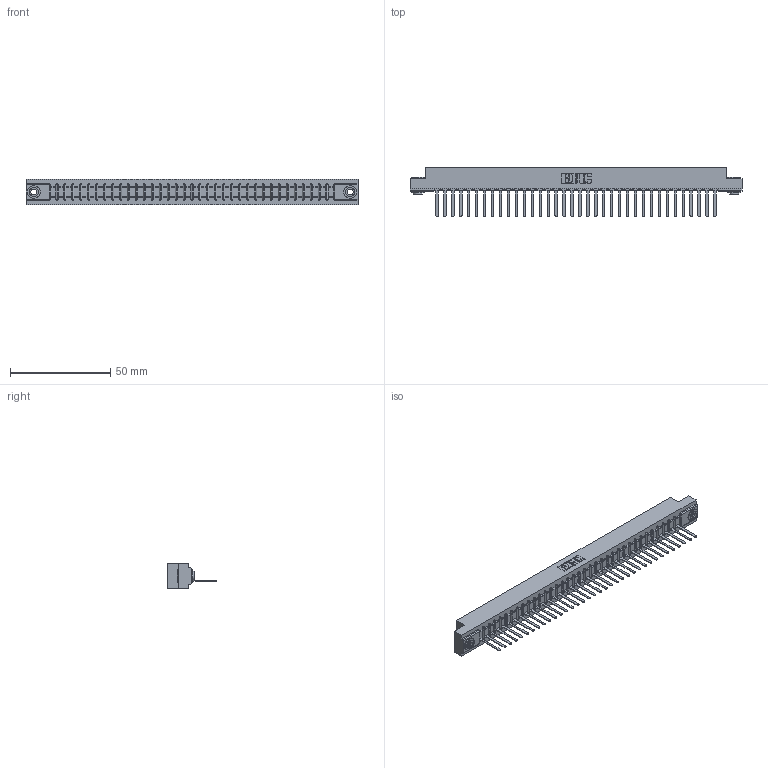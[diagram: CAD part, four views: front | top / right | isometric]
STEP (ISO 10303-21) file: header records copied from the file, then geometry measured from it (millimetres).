
FILE_DESCRIPTION (( 'STEP AP203' ), '1' );
FILE_NAME ('307-036-541-103.STEP', '2019-09-05T07:47:23', ( '' ), ( '' ), 'SwSTEP 2.0', 'SolidWorks 2016', '' );
FILE_SCHEMA (( 'CONFIG_CONTROL_DESIGN' ));
Length unit declared in the file: inch
Products named in the file (4): 307 Part_.156 Dia Mounting Holes; 307-290-002_541; 345-250-002_345-250-002-102; 307-036-541-103
Assembly tree (39 placements, depth 2):
  307-036-541-103
    307 Part_.156 Dia Mounting Holes
    307-290-002_541  x36
    345-250-002_345-250-002-102  x2
Bounding box: 165.66 x 24.59 x 12.7 mm (x, y, z)
Volume: 17785.7 mm3; surface area: 23134.7 mm2
Topology: 39 solids, 39 shells, 2871 faces, 8787 edges, 5754 vertices
Faces by surface type: plane 1714, cylinder 1075, sphere 74, cone 8
Entity records: 33385 total; most frequent: CARTESIAN_POINT 5609, ORIENTED_EDGE 5590, DIRECTION 5467, EDGE_CURVE 2795, VECTOR 2131, LINE 2131, VERTEX_POINT 1810, AXIS2_PLACEMENT_3D 1668
